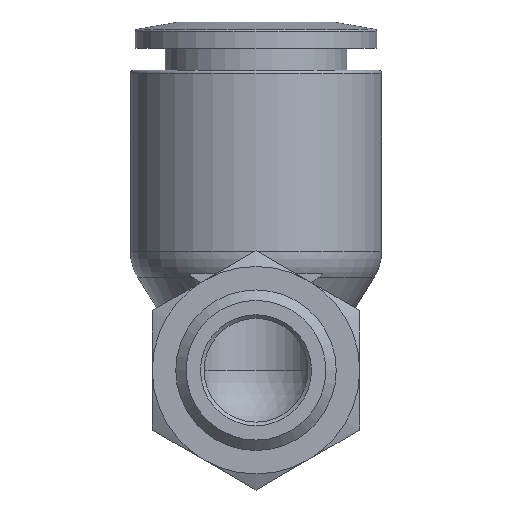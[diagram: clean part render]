
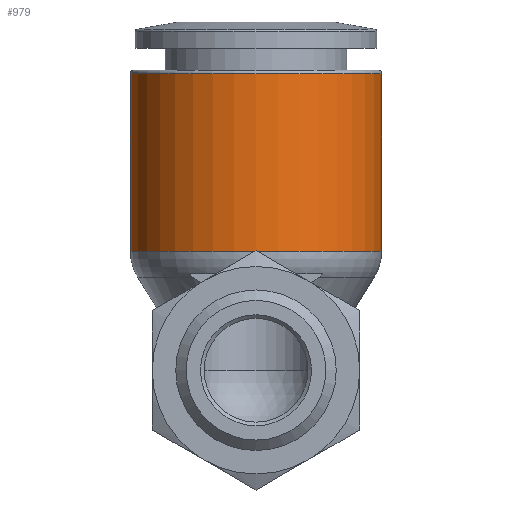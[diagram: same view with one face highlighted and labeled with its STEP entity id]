
A CAD part, front view. The second image highlights one B-rep face of the part: STEP entity #979.
In plain terms, the highlighted cylindrical face has radius 10.3 mm (diameter 20.6 mm), a full revolution.
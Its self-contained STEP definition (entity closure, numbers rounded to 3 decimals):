
#117=CIRCLE('',#1040,10.3);
#127=CIRCLE('',#1058,10.3);
#203=ORIENTED_EDGE('',*,*,#348,.F.);
#204=ORIENTED_EDGE('',*,*,#360,.T.);
#348=EDGE_CURVE('',#424,#424,#117,.T.);
#360=EDGE_CURVE('',#435,#435,#127,.T.);
#424=VERTEX_POINT('',#1432);
#435=VERTEX_POINT('',#1469);
#489=EDGE_LOOP('',(#203));
#490=EDGE_LOOP('',(#204));
#561=FACE_BOUND('',#489,.T.);
#562=FACE_BOUND('',#490,.T.);
#608=CYLINDRICAL_SURFACE('',#1059,10.3);
#979=ADVANCED_FACE('',(#561,#562),#608,.T.);
#1040=AXIS2_PLACEMENT_3D('',#1431,#1162,#1163);
#1058=AXIS2_PLACEMENT_3D('',#1468,#1198,#1199);
#1059=AXIS2_PLACEMENT_3D('',#1470,#1200,#1201);
#1162=DIRECTION('',(0.,0.,-1.));
#1163=DIRECTION('',(-1.,0.,0.));
#1198=DIRECTION('',(0.,0.,-1.));
#1199=DIRECTION('',(-1.,0.,0.));
#1200=DIRECTION('',(0.,0.,-1.));
#1201=DIRECTION('',(-1.,0.,0.));
#1431=CARTESIAN_POINT('',(0.,29.8,9.743));
#1432=CARTESIAN_POINT('',(-10.3,29.8,9.743));
#1468=CARTESIAN_POINT('',(0.,29.8,24.3));
#1469=CARTESIAN_POINT('',(-10.3,29.8,24.3));
#1470=CARTESIAN_POINT('',(0.,29.8,0.));
